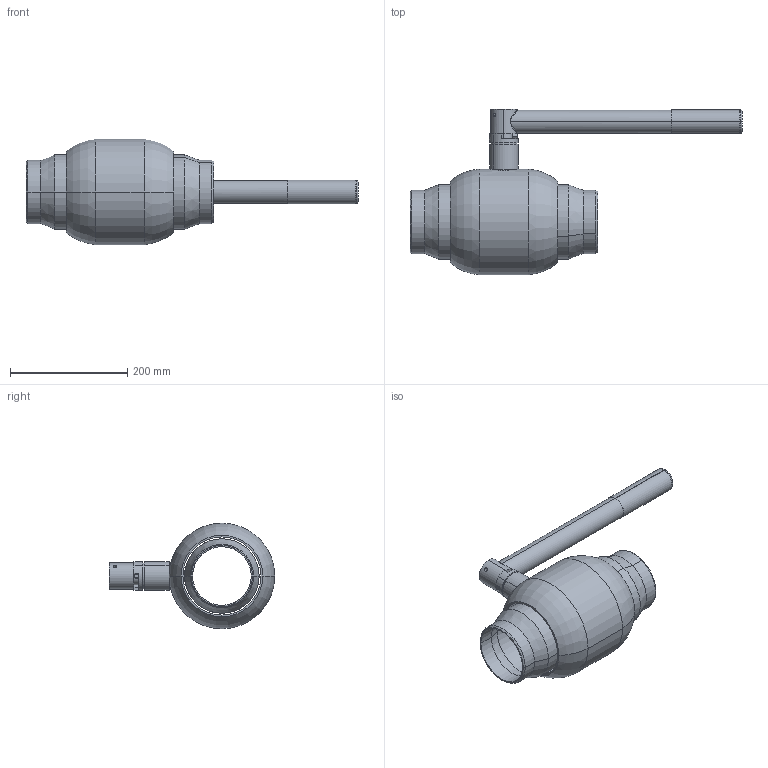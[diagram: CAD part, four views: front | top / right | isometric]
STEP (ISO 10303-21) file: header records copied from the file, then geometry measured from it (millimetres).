
FILE_DESCRIPTION (( 'STEP AP214' ), '1' );
FILE_NAME ('通径DN100焊接球阀.STEP', '2026-01-28T08:07:57', ( '' ), ( '' ), 'SwSTEP 2.0', 'SolidWorks 2022', '' );
FILE_SCHEMA (( 'AUTOMOTIVE_DESIGN' ));
Length unit declared in the file: millimetre
Products named in the file (8): 100籵噤諉; Q61F-125-17球阀把手; Q61F-125-3概裝; Q61F-125-18參杶; Q61F-125-16詩种; Q61F-125-1概极樓馱; 籵噤DN100爾諉⑩概; Q61F-125-5粣杶
Assembly tree (8 placements, depth 2):
  籵噤DN100爾諉⑩概
    Q61F-125-1概极樓馱
    Q61F-125-5粣杶
    100籵噤諉  x2
    Q61F-125-3概裝
    Q61F-125-16詩种
    Q61F-125-17球阀把手
    Q61F-125-18參杶
Bounding box: 566 x 282 x 180 mm (x, y, z)
Volume: 1287870.9 mm3; surface area: 533984.9 mm2
Topology: 8 solids, 8 shells, 173 faces, 383 edges, 238 vertices
Faces by surface type: cylinder 76, plane 57, torus 20, cone 18, bspline 2
Entity records: 6007 total; most frequent: CARTESIAN_POINT 1985, DIRECTION 805, ORIENTED_EDGE 682, EDGE_CURVE 341, AXIS2_PLACEMENT_3D 331, VERTEX_POINT 214, EDGE_LOOP 177, CIRCLE 170
